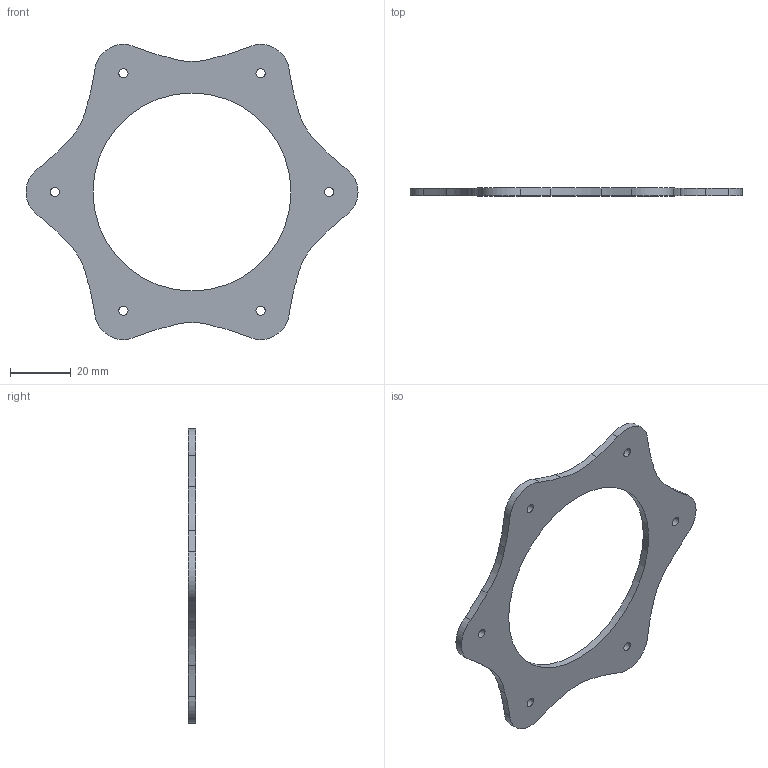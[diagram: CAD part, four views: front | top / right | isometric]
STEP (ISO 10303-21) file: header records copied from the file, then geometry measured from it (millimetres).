
FILE_DESCRIPTION(/* description */ ('STEP AP242'),/* implementation_level */ '2;1');
FILE_NAME(/* name */ 'Morphex Frame Top HGR.step',/* time_stamp */ '2025-08-31T02:07:42+05:30',/* author */ (''),/* organization */ (''),/* preprocessor_version */ 'ST-DEVELOPER v20.1',/* originating_system */ 'Autodesk Translation Framework v14.10.0.0',/* authorisation */ '');
FILE_SCHEMA (('AUTOMOTIVE_DESIGN { 1 0 10303 214 3 1 1 }'));
Length unit declared in the file: metre
Products named in the file (1): 2025-08-29-17-19-27-913
Bounding box: 109 x 2.5 x 96.93 mm (x, y, z)
Volume: 9742.1 mm3; surface area: 9294.7 mm2
Topology: 1 solids, 1 shells, 33 faces, 93 edges, 62 vertices
Faces by surface type: cylinder 19, bspline 12, plane 2
Full cylindrical faces by diameter (mm): 3 x6, 65 x1
Entity records: 1225 total; most frequent: CARTESIAN_POINT 345, ORIENTED_EDGE 186, DIRECTION 151, EDGE_CURVE 93, VERTEX_POINT 62, AXIS2_PLACEMENT_3D 60, EDGE_LOOP 47, CIRCLE 38
